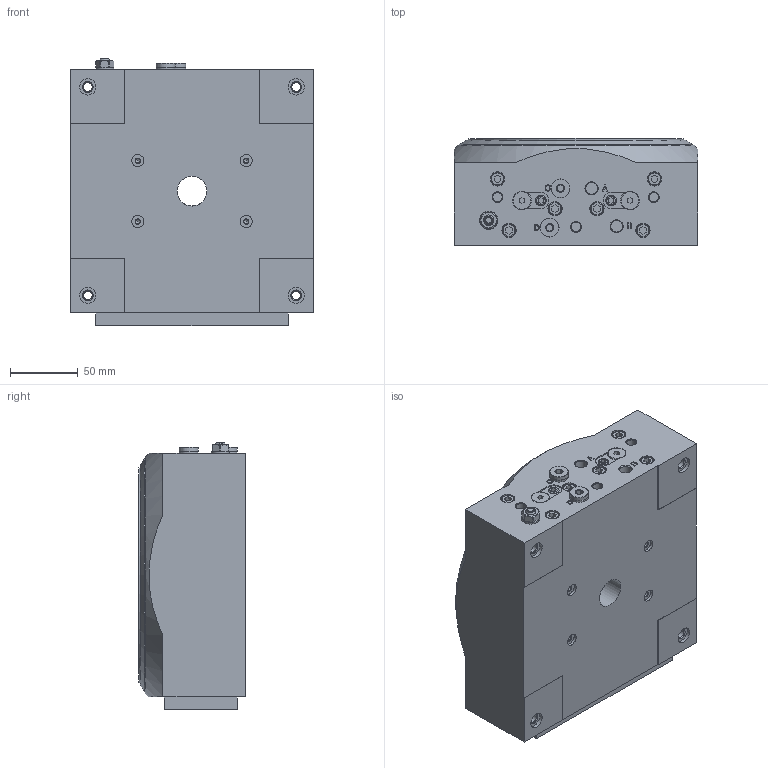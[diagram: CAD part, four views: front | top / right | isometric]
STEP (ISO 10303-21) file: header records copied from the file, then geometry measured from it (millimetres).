
FILE_DESCRIPTION(/* description */ ('STEP AP214'),/* implementation_level */ '2;1');
FILE_NAME(/* name */ '548088_DHTG-140-4-A',/* time_stamp */ '2024-08-19T21:20:17+02:00',/* author */ ('License CC BY-ND 4.0'),/* organization */ ('CADENAS'),/* preprocessor_version */ 'ST-DEVELOPER v19.3',/* originating_system */ 'PARTsolutions',/* authorisation */ ' ');
FILE_SCHEMA (('AUTOMOTIVE_DESIGN {1 0 10303 214 3 1 1}'));
Length unit declared in the file: millimetre
Products named in the file (4): 548088 DHTG-140-4-A---(0); DHTG-140---(G); DHTG-140---(T); 3568 B-1/8
Assembly tree (4 placements, depth 2):
  548088 DHTG-140-4-A---(0)
    DHTG-140---(G)
    DHTG-140---(T)
    3568 B-1/8  x2
Bounding box: 180 x 79 x 197.75 mm (x, y, z)
Volume: 2389860.1 mm3; surface area: 206441.3 mm2
Topology: 4 solids, 4 shells, 571 faces, 1368 edges, 895 vertices
Faces by surface type: plane 398, cylinder 95, cone 70, torus 8
Full cylindrical faces by diameter (mm): 2.8 x2, 3.242 x12, 4 x2, 4.917 x6, 5 x2, 5.23 x1, 6.4 x4, 6.647 x4, 6.917 x3, 8 x2, 8.566 x4, 9 x4, 9.728 x2, 10 x6, 10.5 x10, 12 x9, 12.6 x2, 13.5 x1, 14 x4, 21.917 x1, 22 x1, 35 x2, 140 x1, 153 x1, 159 x2, 166 x1
Entity records: 14974 total; most frequent: CARTESIAN_POINT 2634, DIRECTION 2470, ORIENTED_EDGE 2250, EDGE_CURVE 1125, LINE 852, VECTOR 852, VERTEX_POINT 845, FACE_BOUND 828
